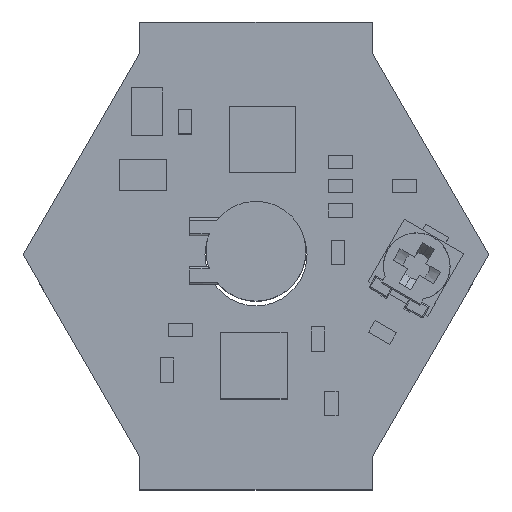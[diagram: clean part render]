
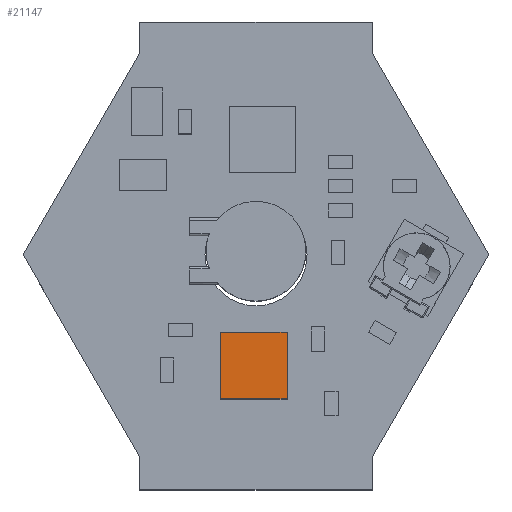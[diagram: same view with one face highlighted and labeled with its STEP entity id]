
A CAD part, top view. The second image highlights one B-rep face of the part: STEP entity #21147.
In plain terms, the highlighted planar face has unit normal (0, 0, 1).
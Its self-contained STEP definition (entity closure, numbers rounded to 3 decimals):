
#20833 = VERTEX_POINT('',#20834);
#20834 = CARTESIAN_POINT('',(-1.5,-1.5,1.));
#20841 = PLANE('',#20842);
#20842 = AXIS2_PLACEMENT_3D('',#20843,#20844,#20845);
#20843 = CARTESIAN_POINT('',(-1.5,-1.5,0.));
#20844 = DIRECTION('',(0.,1.,0.));
#20845 = DIRECTION('',(1.,0.,0.));
#20853 = PLANE('',#20854);
#20854 = AXIS2_PLACEMENT_3D('',#20855,#20856,#20857);
#20855 = CARTESIAN_POINT('',(-1.5,1.5,0.));
#20856 = DIRECTION('',(1.,0.,0.));
#20857 = DIRECTION('',(0.,-1.,0.));
#20865 = EDGE_CURVE('',#20833,#20866,#20868,.T.);
#20866 = VERTEX_POINT('',#20867);
#20867 = CARTESIAN_POINT('',(1.5,-1.5,1.));
#20868 = SURFACE_CURVE('',#20869,(#20873,#20880),.PCURVE_S1.);
#20869 = LINE('',#20870,#20871);
#20870 = CARTESIAN_POINT('',(-1.5,-1.5,1.));
#20871 = VECTOR('',#20872,1.);
#20872 = DIRECTION('',(1.,0.,0.));
#20873 = PCURVE('',#20841,#20874);
#20874 = DEFINITIONAL_REPRESENTATION('',(#20875),#20879);
#20875 = LINE('',#20876,#20877);
#20876 = CARTESIAN_POINT('',(0.,-1.));
#20877 = VECTOR('',#20878,1.);
#20878 = DIRECTION('',(1.,0.));
#20879 = ( GEOMETRIC_REPRESENTATION_CONTEXT(2) 
PARAMETRIC_REPRESENTATION_CONTEXT() REPRESENTATION_CONTEXT('2D SPACE',''
  ) );
#20880 = PCURVE('',#20881,#20886);
#20881 = PLANE('',#20882);
#20882 = AXIS2_PLACEMENT_3D('',#20883,#20884,#20885);
#20883 = CARTESIAN_POINT('',(-1.5,-1.5,1.));
#20884 = DIRECTION('',(0.,0.,-1.));
#20885 = DIRECTION('',(-1.,0.,0.));
#20886 = DEFINITIONAL_REPRESENTATION('',(#20887),#20891);
#20887 = LINE('',#20888,#20889);
#20888 = CARTESIAN_POINT('',(0.,0.));
#20889 = VECTOR('',#20890,1.);
#20890 = DIRECTION('',(-1.,0.));
#20891 = ( GEOMETRIC_REPRESENTATION_CONTEXT(2) 
PARAMETRIC_REPRESENTATION_CONTEXT() REPRESENTATION_CONTEXT('2D SPACE',''
  ) );
#20909 = PLANE('',#20910);
#20910 = AXIS2_PLACEMENT_3D('',#20911,#20912,#20913);
#20911 = CARTESIAN_POINT('',(1.5,-1.5,0.));
#20912 = DIRECTION('',(-1.,0.,0.));
#20913 = DIRECTION('',(0.,1.,0.));
#20951 = EDGE_CURVE('',#20866,#20952,#20954,.T.);
#20952 = VERTEX_POINT('',#20953);
#20953 = CARTESIAN_POINT('',(1.5,1.5,1.));
#20954 = SURFACE_CURVE('',#20955,(#20959,#20966),.PCURVE_S1.);
#20955 = LINE('',#20956,#20957);
#20956 = CARTESIAN_POINT('',(1.5,-1.5,1.));
#20957 = VECTOR('',#20958,1.);
#20958 = DIRECTION('',(0.,1.,0.));
#20959 = PCURVE('',#20909,#20960);
#20960 = DEFINITIONAL_REPRESENTATION('',(#20961),#20965);
#20961 = LINE('',#20962,#20963);
#20962 = CARTESIAN_POINT('',(0.,-1.));
#20963 = VECTOR('',#20964,1.);
#20964 = DIRECTION('',(1.,0.));
#20965 = ( GEOMETRIC_REPRESENTATION_CONTEXT(2) 
PARAMETRIC_REPRESENTATION_CONTEXT() REPRESENTATION_CONTEXT('2D SPACE',''
  ) );
#20966 = PCURVE('',#20881,#20967);
#20967 = DEFINITIONAL_REPRESENTATION('',(#20968),#20972);
#20968 = LINE('',#20969,#20970);
#20969 = CARTESIAN_POINT('',(-3.,0.));
#20970 = VECTOR('',#20971,1.);
#20971 = DIRECTION('',(0.,1.));
#20972 = ( GEOMETRIC_REPRESENTATION_CONTEXT(2) 
PARAMETRIC_REPRESENTATION_CONTEXT() REPRESENTATION_CONTEXT('2D SPACE',''
  ) );
#20990 = PLANE('',#20991);
#20991 = AXIS2_PLACEMENT_3D('',#20992,#20993,#20994);
#20992 = CARTESIAN_POINT('',(1.5,1.5,0.));
#20993 = DIRECTION('',(0.,-1.,0.));
#20994 = DIRECTION('',(-1.,0.,0.));
#21027 = EDGE_CURVE('',#20952,#21028,#21030,.T.);
#21028 = VERTEX_POINT('',#21029);
#21029 = CARTESIAN_POINT('',(-1.5,1.5,1.));
#21030 = SURFACE_CURVE('',#21031,(#21035,#21042),.PCURVE_S1.);
#21031 = LINE('',#21032,#21033);
#21032 = CARTESIAN_POINT('',(1.5,1.5,1.));
#21033 = VECTOR('',#21034,1.);
#21034 = DIRECTION('',(-1.,0.,0.));
#21035 = PCURVE('',#20990,#21036);
#21036 = DEFINITIONAL_REPRESENTATION('',(#21037),#21041);
#21037 = LINE('',#21038,#21039);
#21038 = CARTESIAN_POINT('',(0.,-1.));
#21039 = VECTOR('',#21040,1.);
#21040 = DIRECTION('',(1.,0.));
#21041 = ( GEOMETRIC_REPRESENTATION_CONTEXT(2) 
PARAMETRIC_REPRESENTATION_CONTEXT() REPRESENTATION_CONTEXT('2D SPACE',''
  ) );
#21042 = PCURVE('',#20881,#21043);
#21043 = DEFINITIONAL_REPRESENTATION('',(#21044),#21048);
#21044 = LINE('',#21045,#21046);
#21045 = CARTESIAN_POINT('',(-3.,3.));
#21046 = VECTOR('',#21047,1.);
#21047 = DIRECTION('',(1.,0.));
#21048 = ( GEOMETRIC_REPRESENTATION_CONTEXT(2) 
PARAMETRIC_REPRESENTATION_CONTEXT() REPRESENTATION_CONTEXT('2D SPACE',''
  ) );
#21098 = EDGE_CURVE('',#21028,#20833,#21099,.T.);
#21099 = SURFACE_CURVE('',#21100,(#21104,#21111),.PCURVE_S1.);
#21100 = LINE('',#21101,#21102);
#21101 = CARTESIAN_POINT('',(-1.5,1.5,1.));
#21102 = VECTOR('',#21103,1.);
#21103 = DIRECTION('',(0.,-1.,0.));
#21104 = PCURVE('',#20853,#21105);
#21105 = DEFINITIONAL_REPRESENTATION('',(#21106),#21110);
#21106 = LINE('',#21107,#21108);
#21107 = CARTESIAN_POINT('',(0.,-1.));
#21108 = VECTOR('',#21109,1.);
#21109 = DIRECTION('',(1.,0.));
#21110 = ( GEOMETRIC_REPRESENTATION_CONTEXT(2) 
PARAMETRIC_REPRESENTATION_CONTEXT() REPRESENTATION_CONTEXT('2D SPACE',''
  ) );
#21111 = PCURVE('',#20881,#21112);
#21112 = DEFINITIONAL_REPRESENTATION('',(#21113),#21117);
#21113 = LINE('',#21114,#21115);
#21114 = CARTESIAN_POINT('',(0.,3.));
#21115 = VECTOR('',#21116,1.);
#21116 = DIRECTION('',(0.,-1.));
#21117 = ( GEOMETRIC_REPRESENTATION_CONTEXT(2) 
PARAMETRIC_REPRESENTATION_CONTEXT() REPRESENTATION_CONTEXT('2D SPACE',''
  ) );
#21147 = ADVANCED_FACE('',(#21148),#20881,.F.);
#21148 = FACE_BOUND('',#21149,.T.);
#21149 = EDGE_LOOP('',(#21150,#21151,#21152,#21153));
#21150 = ORIENTED_EDGE('',*,*,#20865,.T.);
#21151 = ORIENTED_EDGE('',*,*,#20951,.T.);
#21152 = ORIENTED_EDGE('',*,*,#21027,.T.);
#21153 = ORIENTED_EDGE('',*,*,#21098,.T.);
